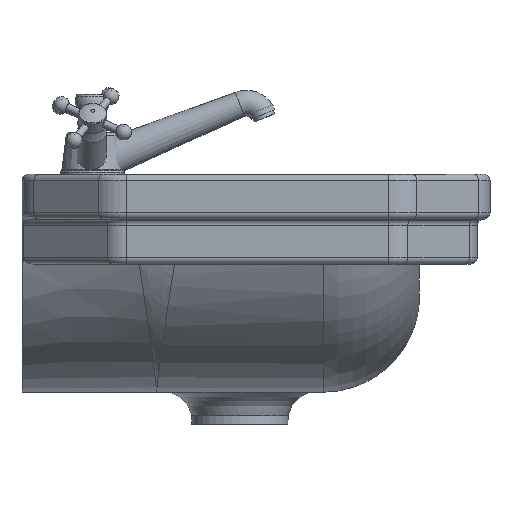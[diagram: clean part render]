
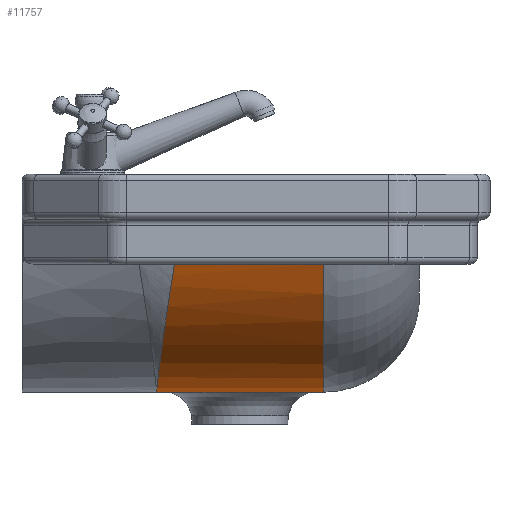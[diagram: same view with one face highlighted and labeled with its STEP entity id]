
A CAD part, left-side view. The second image highlights one B-rep face of the part: STEP entity #11757.
In plain terms, the highlighted cylindrical face has radius 169.966 mm (diameter 339.932 mm), a partial arc.
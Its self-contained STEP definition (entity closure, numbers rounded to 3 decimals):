
#4339=CARTESIAN_POINT('',(-41.649,-105.0,-135.));
#4340=VERTEX_POINT('',#4339);
#6420=CARTESIAN_POINT('',(-41.649,-204.969,-135.));
#6421=VERTEX_POINT('',#6420);
#6422=CARTESIAN_POINT('',(-41.649,-135.031,-135.));
#6423=VERTEX_POINT('',#6422);
#6424=CARTESIAN_POINT('',(-41.649,-204.969,-135.));
#6425=DIRECTION('',(0.0,1.0,0.0));
#6426=VECTOR('',#6425,69.939);
#6427=LINE('',#6424,#6426);
#6428=EDGE_CURVE('',#6421,#6423,#6427,.T.);
#6554=CARTESIAN_POINT('',(-41.649,-135.031,-135.));
#6555=DIRECTION('',(0.0,1.0,0.0));
#6556=VECTOR('',#6555,30.031);
#6557=LINE('',#6554,#6556);
#6558=EDGE_CURVE('',#6423,#4340,#6557,.T.);
#10610=CARTESIAN_POINT('',(-188.858,-235.0,-35.0));
#10611=VERTEX_POINT('',#10610);
#10676=CARTESIAN_POINT('',(-41.649,-235.0,-135.));
#10677=VERTEX_POINT('',#10676);
#10678=CARTESIAN_POINT('',(-33.881,-235.0,34.789));
#10679=DIRECTION('',(0.0,-1.0,0.0));
#10680=DIRECTION('',(-0.562,0.0,-0.827));
#10681=AXIS2_PLACEMENT_3D('',#10678,#10679,#10680);
#10682=CIRCLE('',#10681,169.966);
#10683=EDGE_CURVE('',#10611,#10677,#10682,.T.);
#11652=CARTESIAN_POINT('',(-188.858,-118.93,-35.));
#11653=VERTEX_POINT('',#11652);
#11664=CARTESIAN_POINT('',(-41.649,-105.,-135.));
#11665=CARTESIAN_POINT('',(-41.935,-105.,-134.987));
#11666=CARTESIAN_POINT('',(-42.222,-105.,-134.973));
#11667=CARTESIAN_POINT('',(-42.509,-105.,-134.958));
#11668=CARTESIAN_POINT('',(-43.855,-105.001,-134.89));
#11669=CARTESIAN_POINT('',(-46.551,-105.007,-134.721));
#11670=CARTESIAN_POINT('',(-51.949,-105.035,-134.253));
#11671=CARTESIAN_POINT('',(-58.696,-105.101,-133.422));
#11672=CARTESIAN_POINT('',(-66.754,-105.231,-132.035));
#11673=CARTESIAN_POINT('',(-75.611,-105.431,-130.067));
#11674=CARTESIAN_POINT('',(-85.156,-105.722,-127.378));
#11675=CARTESIAN_POINT('',(-95.205,-106.122,-123.846));
#11676=CARTESIAN_POINT('',(-103.187,-106.519,-120.471));
#11677=CARTESIAN_POINT('',(-109.297,-106.87,-117.558));
#11678=CARTESIAN_POINT('',(-113.733,-107.149,-115.279));
#11679=CARTESIAN_POINT('',(-117.303,-107.394,-113.312));
#11680=CARTESIAN_POINT('',(-119.907,-107.583,-111.805));
#11681=CARTESIAN_POINT('',(-121.272,-107.686,-110.991));
#11682=CARTESIAN_POINT('',(-122.625,-107.79,-110.173));
#11683=CARTESIAN_POINT('',(-123.793,-107.881,-109.452));
#11684=CARTESIAN_POINT('',(-124.801,-107.963,-108.816));
#11685=CARTESIAN_POINT('',(-125.169,-107.993,-108.582));
#11686=CARTESIAN_POINT('',(-125.25,-107.999,-108.53));
#11687=CARTESIAN_POINT('',(-125.475,-108.018,-108.386));
#11688=CARTESIAN_POINT('',(-125.76,-108.041,-108.203));
#11689=CARTESIAN_POINT('',(-126.817,-108.129,-107.522));
#11690=CARTESIAN_POINT('',(-128.184,-108.245,-106.623));
#11691=CARTESIAN_POINT('',(-130.718,-108.468,-104.906));
#11692=CARTESIAN_POINT('',(-133.661,-108.74,-102.832));
#11693=CARTESIAN_POINT('',(-137.857,-109.156,-99.703));
#11694=CARTESIAN_POINT('',(-142.451,-109.651,-96.037));
#11695=CARTESIAN_POINT('',(-146.803,-110.168,-92.281));
#11696=CARTESIAN_POINT('',(-149.916,-110.569,-89.42));
#11697=CARTESIAN_POINT('',(-152.939,-110.976,-86.537));
#11698=CARTESIAN_POINT('',(-155.359,-111.323,-84.113));
#11699=CARTESIAN_POINT('',(-157.448,-111.64,-81.918));
#11700=CARTESIAN_POINT('',(-158.248,-111.765,-81.063));
#11701=CARTESIAN_POINT('',(-158.701,-111.836,-80.574));
#11702=CARTESIAN_POINT('',(-159.377,-111.943,-79.84));
#11703=CARTESIAN_POINT('',(-160.156,-112.069,-78.982));
#11704=CARTESIAN_POINT('',(-161.031,-112.213,-78.002));
#11705=CARTESIAN_POINT('',(-161.491,-112.29,-77.48));
#11706=CARTESIAN_POINT('',(-161.76,-112.335,-77.173));
#11707=CARTESIAN_POINT('',(-161.868,-112.353,-77.05));
#11708=CARTESIAN_POINT('',(-162.055,-112.385,-76.835));
#11709=CARTESIAN_POINT('',(-162.857,-112.522,-75.913));
#11710=CARTESIAN_POINT('',(-164.431,-112.797,-74.065));
#11711=CARTESIAN_POINT('',(-166.252,-113.131,-71.837));
#11712=CARTESIAN_POINT('',(-168.606,-113.582,-68.859));
#11713=CARTESIAN_POINT('',(-170.862,-114.04,-65.869));
#11714=CARTESIAN_POINT('',(-173.355,-114.581,-62.371));
#11715=CARTESIAN_POINT('',(-174.889,-114.932,-60.118));
#11716=CARTESIAN_POINT('',(-175.883,-115.168,-58.614));
#11717=CARTESIAN_POINT('',(-176.54,-115.325,-57.611));
#11718=CARTESIAN_POINT('',(-177.669,-115.602,-55.853));
#11719=CARTESIAN_POINT('',(-179.542,-116.079,-52.835));
#11720=CARTESIAN_POINT('',(-181.463,-116.602,-49.553));
#11721=CARTESIAN_POINT('',(-183.149,-117.087,-46.512));
#11722=CARTESIAN_POINT('',(-184.372,-117.453,-44.225));
#11723=CARTESIAN_POINT('',(-185.554,-117.821,-41.931));
#11724=CARTESIAN_POINT('',(-186.696,-118.189,-39.63));
#11725=CARTESIAN_POINT('',(-187.8,-118.559,-37.32));
#11726=CARTESIAN_POINT('',(-188.51,-118.806,-35.774));
#11727=CARTESIAN_POINT('',(-188.858,-118.93,-35.));
#11728=B_SPLINE_CURVE_WITH_KNOTS('',3,(#11664,#11665,#11666,#11667,#11668,#11669,#11670,#11671,#11672,#11673,#11674,#11675,#11676,#11677,#11678,#11679,#11680,#11681,#11682,#11683,#11684,#11685,#11686,#11687,#11688,#11689,#11690,#11691,#11692,#11693,#11694,#11695,#11696,#11697,#11698,#11699,#11700,#11701,#11702,#11703,#11704,#11705,#11706,#11707,#11708,#11709,#11710,#11711,#11712,#11713,#11714,#11715,#11716,#11717,#11718,#11719,#11720,#11721,#11722,#11723,#11724,#11725,#11726,#11727),.UNSPECIFIED.,.F.,.U.,(4,3,1,1,1,1,1,1,1,1,1,1,1,1,1,1,1,1,1,1,1,1,1,1,1,1,1,1,1,1,1,1,1,1,1,1,1,1,1,1,1,1,1,1,1,1,1,1,1,1,1,1,1,1,1,1,1,1,1,4),(-0.01,0.0,0.048,0.095,0.19,0.285,0.38,0.507,0.634,0.76,0.824,0.887,0.951,0.982,1.006,1.014,1.046,1.061,1.062,1.063,1.065,1.073,1.077,1.117,1.141,1.204,1.267,1.362,1.457,1.521,1.553,1.648,1.679,1.695,1.703,1.711,1.743,1.758,1.774,1.776,1.778,1.782,1.79,1.838,1.901,1.933,2.028,2.091,2.155,2.17,2.186,2.218,2.281,2.376,2.424,2.471,2.519,2.566,2.614,2.661),.UNSPECIFIED.);
#11729=EDGE_CURVE('',#4340,#11653,#11728,.T.);
#11734=CARTESIAN_POINT('',(-33.881,-310.0,34.789));
#11735=DIRECTION('',(0.0,1.0,0.0));
#11736=DIRECTION('',(-0.912,0.0,-0.411));
#11737=AXIS2_PLACEMENT_3D('',#11734,#11735,#11736);
#11738=CYLINDRICAL_SURFACE('',#11737,169.966);
#11739=ORIENTED_EDGE('',*,*,#10683,.F.);
#11740=CARTESIAN_POINT('',(-188.858,-118.93,-35.));
#11741=DIRECTION('',(0.0,-1.0,0.0));
#11742=VECTOR('',#11741,116.07);
#11743=LINE('',#11740,#11742);
#11744=EDGE_CURVE('',#11653,#10611,#11743,.T.);
#11745=ORIENTED_EDGE('',*,*,#11744,.F.);
#11746=ORIENTED_EDGE('',*,*,#11729,.F.);
#11747=ORIENTED_EDGE('',*,*,#6558,.F.);
#11748=ORIENTED_EDGE('',*,*,#6428,.F.);
#11749=CARTESIAN_POINT('',(-41.649,-235.0,-135.));
#11750=DIRECTION('',(0.0,1.0,0.0));
#11751=VECTOR('',#11750,30.031);
#11752=LINE('',#11749,#11751);
#11753=EDGE_CURVE('',#10677,#6421,#11752,.T.);
#11754=ORIENTED_EDGE('',*,*,#11753,.F.);
#11755=EDGE_LOOP('',(#11739,#11745,#11746,#11747,#11748,#11754));
#11756=FACE_OUTER_BOUND('',#11755,.T.);
#11757=ADVANCED_FACE('',(#11756),#11738,.T.);
